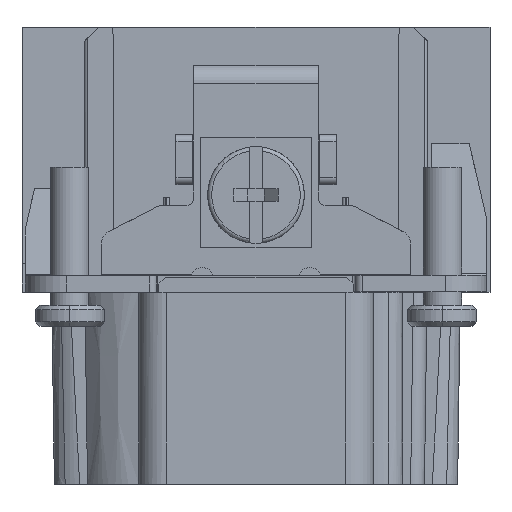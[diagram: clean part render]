
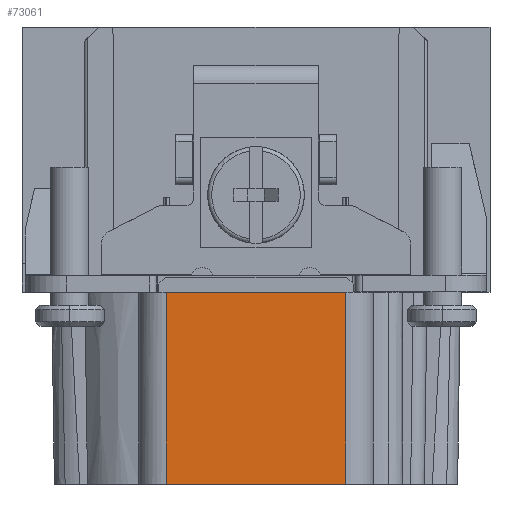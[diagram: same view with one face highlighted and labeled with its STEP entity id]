
A CAD part, front view. The second image highlights one B-rep face of the part: STEP entity #73061.
In plain terms, the highlighted planar face has unit normal (0, -1, 0).
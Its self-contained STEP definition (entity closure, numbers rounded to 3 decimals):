
#18090=DIRECTION('',(0.,0.,1.));
#18091=VECTOR('',#18090,13.9);
#18092=CARTESIAN_POINT('',(-6.5,-55.4,0.1));
#18093=LINE('',#18092,#18091);
#18094=DIRECTION('',(1.,0.,0.));
#18095=VECTOR('',#18094,13.);
#18096=CARTESIAN_POINT('',(-6.5,-55.4,14.));
#18097=LINE('',#18096,#18095);
#18098=DIRECTION('',(0.,0.,-1.));
#18099=VECTOR('',#18098,13.9);
#18100=CARTESIAN_POINT('',(6.5,-55.4,14.));
#18101=LINE('',#18100,#18099);
#18102=DIRECTION('',(-1.,0.,0.));
#18103=VECTOR('',#18102,13.);
#18104=CARTESIAN_POINT('',(6.5,-55.4,0.1));
#18105=LINE('',#18104,#18103);
#41679=CARTESIAN_POINT('',(-6.5,-55.4,0.1));
#41680=CARTESIAN_POINT('',(-6.5,-55.4,14.));
#41681=VERTEX_POINT('',#41679);
#41682=VERTEX_POINT('',#41680);
#41686=CARTESIAN_POINT('',(6.5,-55.4,0.1));
#41688=VERTEX_POINT('',#41686);
#41689=CARTESIAN_POINT('',(6.5,-55.4,14.));
#41690=VERTEX_POINT('',#41689);
#73049=CARTESIAN_POINT('',(-8.5,-55.4,0.1));
#73050=DIRECTION('',(0.,1.,0.));
#73051=DIRECTION('',(1.,0.,0.));
#73052=AXIS2_PLACEMENT_3D('',#73049,#73050,#73051);
#73053=PLANE('',#73052);
#73054=ORIENTED_EDGE('',*,*,#73042,.T.);
#73055=ORIENTED_EDGE('',*,*,#68847,.T.);
#73057=ORIENTED_EDGE('',*,*,#73056,.T.);
#73058=ORIENTED_EDGE('',*,*,#53101,.T.);
#73059=EDGE_LOOP('',(#73054,#73055,#73057,#73058));
#73060=FACE_OUTER_BOUND('',#73059,.F.);
#73061=ADVANCED_FACE('',(#73060),#73053,.F.);
#53101=EDGE_CURVE('',#41688,#41681,#18105,.T.);
#68847=EDGE_CURVE('',#41682,#41690,#18097,.T.);
#73042=EDGE_CURVE('',#41681,#41682,#18093,.T.);
#73056=EDGE_CURVE('',#41690,#41688,#18101,.T.);
